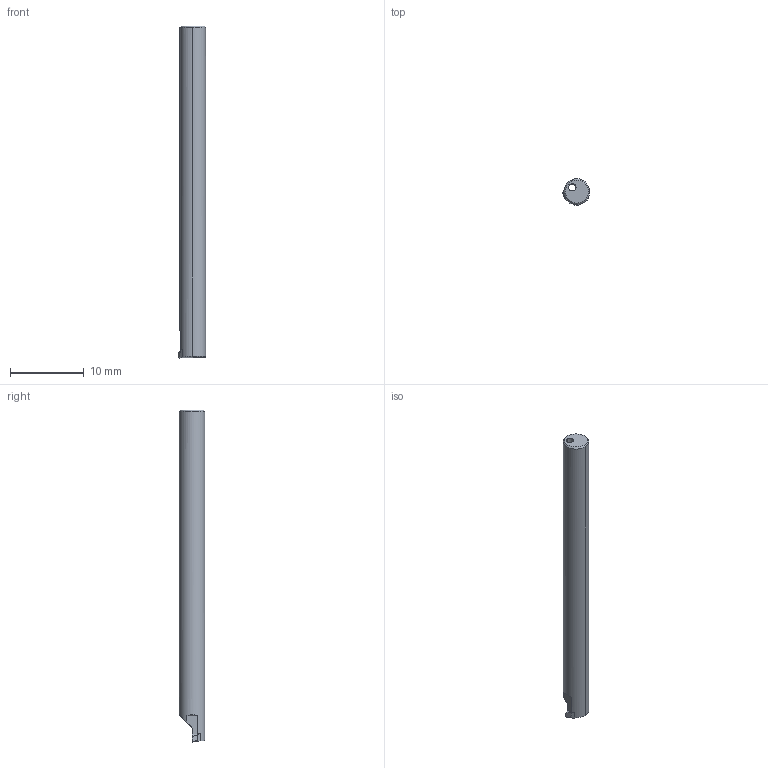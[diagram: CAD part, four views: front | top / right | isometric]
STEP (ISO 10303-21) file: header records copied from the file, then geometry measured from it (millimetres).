
FILE_DESCRIPTION(('no description'),'unknown implementation level');
FILE_NAME('12E75EF4-54CD-457F-94C6-4A5DB1B3EA0D_export.stp',' ',('CIMSOURCE GmbH'),('CADClick - KiM GmbH - www.kimweb.de'),'unknown preprocess','ACIS','unknown authorization');
FILE_SCHEMA(('automotive_design'));
Length unit declared in the file: millimetre
Products named in the file (1): Fase2
Bounding box: 3.71 x 3.5 x 45 mm (x, y, z)
Volume: 385.4 mm3; surface area: 634.7 mm2
Topology: 1 solids, 1 shells, 19 faces, 49 edges, 32 vertices
Faces by surface type: plane 11, cylinder 5, cone 3
Entity records: 1178 total; most frequent: CARTESIAN_POINT 134, STYLED_ITEM 101, PRESENTATION_STYLE_ASSIGNMENT 101, COLOUR_RGB 101, ORIENTED_EDGE 98, DIRECTION 93, EDGE_CURVE 49, CURVE_STYLE 49
